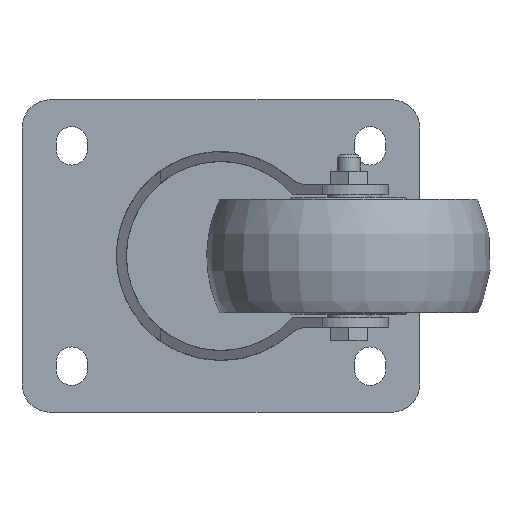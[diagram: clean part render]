
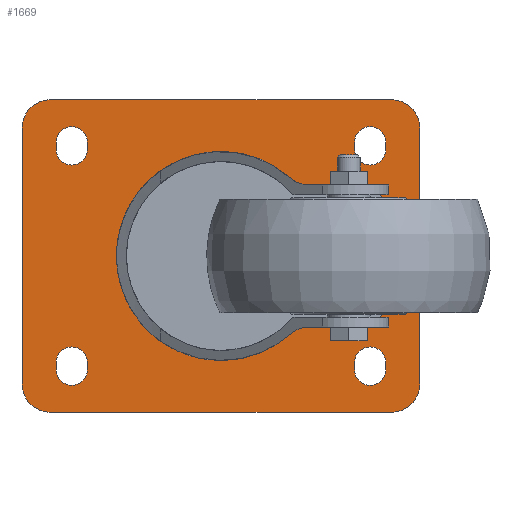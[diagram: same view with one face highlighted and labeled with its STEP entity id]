
A CAD part, front view. The second image highlights one B-rep face of the part: STEP entity #1669.
In plain terms, the highlighted planar face has unit normal (0, -1, 0).
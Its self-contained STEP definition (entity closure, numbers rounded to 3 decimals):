
#129=LINE('',#2732,#267);
#133=LINE('',#2744,#271);
#137=LINE('',#2756,#275);
#141=LINE('',#2768,#279);
#145=LINE('',#2777,#283);
#149=LINE('',#2789,#287);
#154=LINE('',#2804,#292);
#159=LINE('',#2819,#297);
#163=LINE('',#2831,#301);
#168=LINE('',#2846,#306);
#172=LINE('',#2860,#310);
#174=LINE('',#2866,#312);
#267=VECTOR('',#2218,1000.);
#271=VECTOR('',#2230,1000.);
#275=VECTOR('',#2242,1000.);
#279=VECTOR('',#2254,1000.);
#283=VECTOR('',#2260,1000.);
#287=VECTOR('',#2272,1000.);
#292=VECTOR('',#2285,1000.);
#297=VECTOR('',#2298,1000.);
#301=VECTOR('',#2310,1000.);
#306=VECTOR('',#2323,1000.);
#310=VECTOR('',#2341,1000.);
#312=VECTOR('',#2351,1000.);
#364=PLANE('',#1862);
#755=ORIENTED_EDGE('',*,*,#813,.T.);
#756=ORIENTED_EDGE('',*,*,#1017,.T.);
#757=ORIENTED_EDGE('',*,*,#1032,.T.);
#758=ORIENTED_EDGE('',*,*,#1023,.T.);
#759=ORIENTED_EDGE('',*,*,#1020,.T.);
#760=ORIENTED_EDGE('',*,*,#1007,.T.);
#761=ORIENTED_EDGE('',*,*,#1030,.T.);
#762=ORIENTED_EDGE('',*,*,#1013,.T.);
#763=ORIENTED_EDGE('',*,*,#1010,.T.);
#764=ORIENTED_EDGE('',*,*,#997,.T.);
#765=ORIENTED_EDGE('',*,*,#1028,.T.);
#766=ORIENTED_EDGE('',*,*,#1003,.T.);
#767=ORIENTED_EDGE('',*,*,#1000,.T.);
#768=ORIENTED_EDGE('',*,*,#987,.T.);
#769=ORIENTED_EDGE('',*,*,#1026,.T.);
#770=ORIENTED_EDGE('',*,*,#993,.T.);
#771=ORIENTED_EDGE('',*,*,#990,.T.);
#772=ORIENTED_EDGE('',*,*,#965,.F.);
#773=ORIENTED_EDGE('',*,*,#1034,.F.);
#774=ORIENTED_EDGE('',*,*,#983,.F.);
#775=ORIENTED_EDGE('',*,*,#980,.F.);
#776=ORIENTED_EDGE('',*,*,#977,.F.);
#777=ORIENTED_EDGE('',*,*,#974,.F.);
#778=ORIENTED_EDGE('',*,*,#971,.F.);
#779=ORIENTED_EDGE('',*,*,#968,.F.);
#813=EDGE_CURVE('',#1036,#1036,#1193,.T.);
#965=EDGE_CURVE('',#1146,#1147,#129,.T.);
#968=EDGE_CURVE('',#1147,#1149,#1246,.T.);
#971=EDGE_CURVE('',#1149,#1151,#133,.T.);
#974=EDGE_CURVE('',#1151,#1153,#1248,.T.);
#977=EDGE_CURVE('',#1153,#1155,#137,.T.);
#980=EDGE_CURVE('',#1155,#1157,#1250,.T.);
#983=EDGE_CURVE('',#1157,#1159,#141,.T.);
#987=EDGE_CURVE('',#1163,#1162,#145,.T.);
#990=EDGE_CURVE('',#1165,#1163,#1252,.T.);
#993=EDGE_CURVE('',#1167,#1165,#149,.T.);
#997=EDGE_CURVE('',#1171,#1170,#1254,.T.);
#1000=EDGE_CURVE('',#1173,#1171,#154,.T.);
#1003=EDGE_CURVE('',#1175,#1173,#1256,.T.);
#1007=EDGE_CURVE('',#1179,#1178,#159,.T.);
#1010=EDGE_CURVE('',#1181,#1179,#1258,.T.);
#1013=EDGE_CURVE('',#1183,#1181,#163,.T.);
#1017=EDGE_CURVE('',#1187,#1186,#1260,.T.);
#1020=EDGE_CURVE('',#1189,#1187,#168,.T.);
#1023=EDGE_CURVE('',#1191,#1189,#1262,.T.);
#1026=EDGE_CURVE('',#1162,#1167,#1264,.T.);
#1028=EDGE_CURVE('',#1170,#1175,#172,.T.);
#1030=EDGE_CURVE('',#1178,#1183,#1266,.T.);
#1032=EDGE_CURVE('',#1186,#1191,#174,.T.);
#1034=EDGE_CURVE('',#1159,#1146,#1268,.T.);
#1036=VERTEX_POINT('',#2371);
#1146=VERTEX_POINT('',#2731);
#1147=VERTEX_POINT('',#2733);
#1149=VERTEX_POINT('',#2739);
#1151=VERTEX_POINT('',#2745);
#1153=VERTEX_POINT('',#2751);
#1155=VERTEX_POINT('',#2757);
#1157=VERTEX_POINT('',#2763);
#1159=VERTEX_POINT('',#2769);
#1162=VERTEX_POINT('',#2776);
#1163=VERTEX_POINT('',#2778);
#1165=VERTEX_POINT('',#2784);
#1167=VERTEX_POINT('',#2790);
#1170=VERTEX_POINT('',#2797);
#1171=VERTEX_POINT('',#2799);
#1173=VERTEX_POINT('',#2805);
#1175=VERTEX_POINT('',#2811);
#1178=VERTEX_POINT('',#2818);
#1179=VERTEX_POINT('',#2820);
#1181=VERTEX_POINT('',#2826);
#1183=VERTEX_POINT('',#2832);
#1186=VERTEX_POINT('',#2839);
#1187=VERTEX_POINT('',#2841);
#1189=VERTEX_POINT('',#2847);
#1191=VERTEX_POINT('',#2853);
#1193=CIRCLE('',#1688,36.75);
#1246=CIRCLE('',#1817,10.);
#1248=CIRCLE('',#1821,10.);
#1250=CIRCLE('',#1825,10.);
#1252=CIRCLE('',#1830,5.5);
#1254=CIRCLE('',#1834,5.5);
#1256=CIRCLE('',#1838,5.5);
#1258=CIRCLE('',#1842,5.5);
#1260=CIRCLE('',#1846,5.5);
#1262=CIRCLE('',#1850,5.5);
#1264=CIRCLE('',#1853,5.5);
#1266=CIRCLE('',#1857,5.5);
#1268=CIRCLE('',#1861,10.);
#1392=EDGE_LOOP('',(#755));
#1393=EDGE_LOOP('',(#756,#757,#758,#759));
#1394=EDGE_LOOP('',(#760,#761,#762,#763));
#1395=EDGE_LOOP('',(#764,#765,#766,#767));
#1396=EDGE_LOOP('',(#768,#769,#770,#771));
#1397=EDGE_LOOP('',(#772,#773,#774,#775,#776,#777,#778,#779));
#1528=FACE_BOUND('',#1392,.T.);
#1529=FACE_BOUND('',#1393,.T.);
#1530=FACE_BOUND('',#1394,.T.);
#1531=FACE_BOUND('',#1395,.T.);
#1532=FACE_BOUND('',#1396,.T.);
#1533=FACE_BOUND('',#1397,.T.);
#1669=ADVANCED_FACE('',(#1528,#1529,#1530,#1531,#1532,#1533),#364,.F.);
#1688=AXIS2_PLACEMENT_3D('',#2370,#1872,#1873);
#1817=AXIS2_PLACEMENT_3D('',#2738,#2224,#2225);
#1821=AXIS2_PLACEMENT_3D('',#2750,#2236,#2237);
#1825=AXIS2_PLACEMENT_3D('',#2762,#2248,#2249);
#1830=AXIS2_PLACEMENT_3D('',#2783,#2266,#2267);
#1834=AXIS2_PLACEMENT_3D('',#2798,#2279,#2280);
#1838=AXIS2_PLACEMENT_3D('',#2810,#2291,#2292);
#1842=AXIS2_PLACEMENT_3D('',#2825,#2304,#2305);
#1846=AXIS2_PLACEMENT_3D('',#2840,#2317,#2318);
#1850=AXIS2_PLACEMENT_3D('',#2852,#2329,#2330);
#1853=AXIS2_PLACEMENT_3D('',#2857,#2336,#2337);
#1857=AXIS2_PLACEMENT_3D('',#2863,#2346,#2347);
#1861=AXIS2_PLACEMENT_3D('',#2869,#2356,#2357);
#1862=AXIS2_PLACEMENT_3D('',#2870,#2358,#2359);
#1872=DIRECTION('',(0.,1.,0.));
#1873=DIRECTION('',(0.,0.,1.));
#2218=DIRECTION('',(0.,0.,1.));
#2224=DIRECTION('',(0.,1.,0.));
#2225=DIRECTION('',(1.,0.,0.));
#2230=DIRECTION('',(1.,0.,0.));
#2236=DIRECTION('',(0.,1.,0.));
#2237=DIRECTION('',(1.,0.,0.));
#2242=DIRECTION('',(0.,0.,-1.));
#2248=DIRECTION('',(0.,1.,0.));
#2249=DIRECTION('',(1.,0.,0.));
#2254=DIRECTION('',(-1.,0.,0.));
#2260=DIRECTION('',(0.,0.,1.));
#2266=DIRECTION('',(0.,1.,0.));
#2267=DIRECTION('',(1.,0.,0.));
#2272=DIRECTION('',(0.,0.,-1.));
#2279=DIRECTION('',(0.,1.,0.));
#2280=DIRECTION('',(1.,0.,0.));
#2285=DIRECTION('',(0.,0.,-1.));
#2291=DIRECTION('',(0.,1.,0.));
#2292=DIRECTION('',(1.,0.,0.));
#2298=DIRECTION('',(0.,0.,1.));
#2304=DIRECTION('',(0.,1.,0.));
#2305=DIRECTION('',(1.,0.,0.));
#2310=DIRECTION('',(0.,0.,-1.));
#2317=DIRECTION('',(0.,1.,0.));
#2318=DIRECTION('',(1.,0.,0.));
#2323=DIRECTION('',(0.,0.,-1.));
#2329=DIRECTION('',(0.,1.,0.));
#2330=DIRECTION('',(1.,0.,0.));
#2336=DIRECTION('',(0.,1.,0.));
#2337=DIRECTION('',(1.,0.,0.));
#2341=DIRECTION('',(0.,0.,1.));
#2346=DIRECTION('',(0.,1.,0.));
#2347=DIRECTION('',(1.,0.,0.));
#2351=DIRECTION('',(0.,0.,1.));
#2356=DIRECTION('',(0.,1.,0.));
#2357=DIRECTION('',(1.,0.,0.));
#2358=DIRECTION('',(0.,1.,0.));
#2359=DIRECTION('',(0.,0.,1.));
#2370=CARTESIAN_POINT('',(-45.,76.5,0.));
#2371=CARTESIAN_POINT('',(-45.,76.5,36.75));
#2731=CARTESIAN_POINT('',(-115.,76.5,-45.));
#2732=CARTESIAN_POINT('',(-115.,76.5,-45.));
#2733=CARTESIAN_POINT('',(-115.,76.5,45.));
#2738=CARTESIAN_POINT('',(-105.,76.5,45.));
#2739=CARTESIAN_POINT('',(-105.,76.5,55.));
#2744=CARTESIAN_POINT('',(-105.,76.5,55.));
#2745=CARTESIAN_POINT('',(15.,76.5,55.));
#2750=CARTESIAN_POINT('',(15.,76.5,45.));
#2751=CARTESIAN_POINT('',(25.,76.5,45.));
#2756=CARTESIAN_POINT('',(25.,76.5,45.));
#2757=CARTESIAN_POINT('',(25.,76.5,-45.));
#2762=CARTESIAN_POINT('',(15.,76.5,-45.));
#2763=CARTESIAN_POINT('',(15.,76.5,-55.));
#2768=CARTESIAN_POINT('',(15.,76.5,-55.));
#2769=CARTESIAN_POINT('',(-105.,76.5,-55.));
#2776=CARTESIAN_POINT('',(2.,76.5,-37.5));
#2777=CARTESIAN_POINT('',(2.,76.5,-40.));
#2778=CARTESIAN_POINT('',(2.,76.5,-40.));
#2783=CARTESIAN_POINT('',(7.5,76.5,-40.));
#2784=CARTESIAN_POINT('',(13.,76.5,-40.));
#2789=CARTESIAN_POINT('',(13.,76.5,-37.5));
#2790=CARTESIAN_POINT('',(13.,76.5,-37.5));
#2797=CARTESIAN_POINT('',(2.,76.5,37.5));
#2798=CARTESIAN_POINT('',(7.5,76.5,37.5));
#2799=CARTESIAN_POINT('',(13.,76.5,37.5));
#2804=CARTESIAN_POINT('',(13.,76.5,40.));
#2805=CARTESIAN_POINT('',(13.,76.5,40.));
#2810=CARTESIAN_POINT('',(7.5,76.5,40.));
#2811=CARTESIAN_POINT('',(2.,76.5,40.));
#2818=CARTESIAN_POINT('',(-103.,76.5,-37.5));
#2819=CARTESIAN_POINT('',(-103.,76.5,-40.));
#2820=CARTESIAN_POINT('',(-103.,76.5,-40.));
#2825=CARTESIAN_POINT('',(-97.5,76.5,-40.));
#2826=CARTESIAN_POINT('',(-92.,76.5,-40.));
#2831=CARTESIAN_POINT('',(-92.,76.5,-37.5));
#2832=CARTESIAN_POINT('',(-92.,76.5,-37.5));
#2839=CARTESIAN_POINT('',(-103.,76.5,37.5));
#2840=CARTESIAN_POINT('',(-97.5,76.5,37.5));
#2841=CARTESIAN_POINT('',(-92.,76.5,37.5));
#2846=CARTESIAN_POINT('',(-92.,76.5,40.));
#2847=CARTESIAN_POINT('',(-92.,76.5,40.));
#2852=CARTESIAN_POINT('',(-97.5,76.5,40.));
#2853=CARTESIAN_POINT('',(-103.,76.5,40.));
#2857=CARTESIAN_POINT('',(7.5,76.5,-37.5));
#2860=CARTESIAN_POINT('',(2.,76.5,37.5));
#2863=CARTESIAN_POINT('',(-97.5,76.5,-37.5));
#2866=CARTESIAN_POINT('',(-103.,76.5,37.5));
#2869=CARTESIAN_POINT('',(-105.,76.5,-45.));
#2870=CARTESIAN_POINT('',(-105.,76.5,45.));
